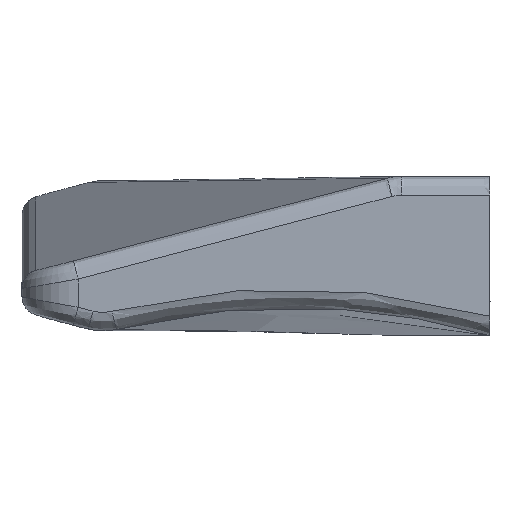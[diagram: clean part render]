
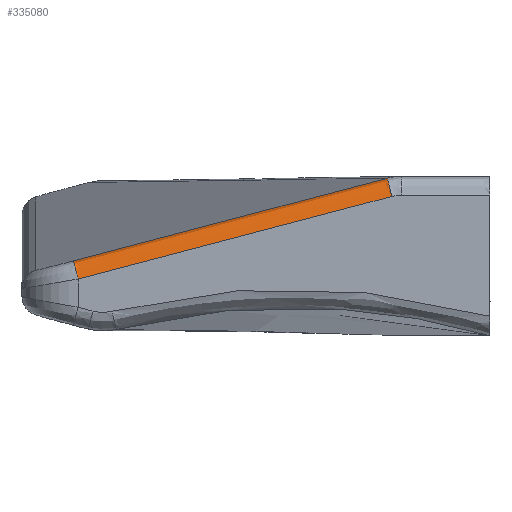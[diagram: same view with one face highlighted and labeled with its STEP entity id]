
A CAD part, left-side view. The second image highlights one B-rep face of the part: STEP entity #335080.
In plain terms, the highlighted free-form (B-spline) face has degree [3, 3] with [10, 4] control points.
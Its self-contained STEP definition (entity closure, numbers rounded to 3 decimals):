
#9780=CARTESIAN_POINT('',(0.985,22.254,
-4.262));
#9790=VERTEX_POINT('',#9780);
#11050=CARTESIAN_POINT('',(0.985,5.486,
0.151));
#11060=VERTEX_POINT('',#11050);
#11090=CARTESIAN_POINT('',(0.985,22.254,
-4.262));
#11100=CARTESIAN_POINT('',(0.985,22.209,
-4.25));
#11110=CARTESIAN_POINT('',(0.985,22.164,
-4.239));
#11120=CARTESIAN_POINT('',(0.985,19.369,
-3.503));
#11130=CARTESIAN_POINT('',(0.985,16.62,
-2.779));
#11140=CARTESIAN_POINT('',(0.985,11.121,
-1.332));
#11150=CARTESIAN_POINT('',(0.985,8.371,
-0.609));
#11160=CARTESIAN_POINT('',(0.985,5.576,
0.127));
#11170=CARTESIAN_POINT('',(0.985,5.531,
0.139));
#11180=CARTESIAN_POINT('',(0.985,5.486,
0.151));
#11190=B_SPLINE_CURVE_WITH_KNOTS('',3,(#11090,#11100,#11110,#11120,
#11130,#11140,#11150,#11160,#11170,#11180),.UNSPECIFIED.,.F.,.F.,(4,2,2,
2,4),(0.,0.14,8.67,17.199,
17.339),.UNSPECIFIED.);
#11200=EDGE_CURVE('',#9790,#11060,#11190,.T.);
#15220=CARTESIAN_POINT('',(0.,22.,-5.229))
;
#15230=VERTEX_POINT('',#15220);
#15260=CARTESIAN_POINT('',(0.,22.,-5.229));
#15270=CARTESIAN_POINT('',(0.,21.955,
-5.217));
#15280=CARTESIAN_POINT('',(0.,21.91,-5.205));
#15290=CARTESIAN_POINT('',(0.,19.115,-4.47));
#15300=CARTESIAN_POINT('',(0.,16.365,-3.746));
#15310=CARTESIAN_POINT('',(0.,10.866,-2.299));
#15320=CARTESIAN_POINT('',(0.,8.116,-1.576));
#15330=CARTESIAN_POINT('',(0.,5.322,-0.84));
#15340=CARTESIAN_POINT('',(0.,5.277,
-0.829));
#15350=CARTESIAN_POINT('',(0.,5.232,
-0.817));
#15360=B_SPLINE_CURVE_WITH_KNOTS('',3,(#15260,#15270,#15280,#15290,
#15300,#15310,#15320,#15330,#15340,#15350),.UNSPECIFIED.,.F.,.F.,(4,2,2,
2,4),(0.,0.14,8.67,17.199,
17.339),.UNSPECIFIED.);
#15370=CARTESIAN_POINT('',(0.,5.232,
-0.817));
#15380=VERTEX_POINT('',#15370);
#15390=EDGE_CURVE('',#15230,#15380,#15360,.T.);
#332600=CARTESIAN_POINT('',(0.,22.,-5.229)
);
#332610=CARTESIAN_POINT('',(0.,22.147,
-4.669));
#332620=CARTESIAN_POINT('',(0.406,22.252,
-4.271));
#332630=CARTESIAN_POINT('',(0.985,22.254,
-4.262));
#332640=(BOUNDED_CURVE() B_SPLINE_CURVE(3,(#332600,#332610,#332620,
#332630),.UNSPECIFIED.,.F.,.F.) B_SPLINE_CURVE_WITH_KNOTS((4,4),(0.,1.),
.UNSPECIFIED.) CURVE() GEOMETRIC_REPRESENTATION_ITEM() 
RATIONAL_B_SPLINE_CURVE((1.,0.808,0.808,1.)) 
REPRESENTATION_ITEM(''));
#332650=EDGE_CURVE('',#15230,#9790,#332640,.T.);
#333380=CARTESIAN_POINT('',(0.985,5.486,
0.151));
#333390=CARTESIAN_POINT('',(0.406,5.483,
0.142));
#333400=CARTESIAN_POINT('',(0.,5.379,
-0.257));
#333410=CARTESIAN_POINT('',(0.,5.232,
-0.817));
#333420=(BOUNDED_CURVE() B_SPLINE_CURVE(3,(#333380,#333390,#333400,
#333410),.UNSPECIFIED.,.F.,.F.) B_SPLINE_CURVE_WITH_KNOTS((4,4),(0.,1.),
.UNSPECIFIED.) CURVE() GEOMETRIC_REPRESENTATION_ITEM() 
RATIONAL_B_SPLINE_CURVE((1.,0.808,0.808,1.)) 
REPRESENTATION_ITEM(''));
#333430=EDGE_CURVE('',#11060,#15380,#333420,.T.);
#334610=CARTESIAN_POINT('',(0.985,22.254,
-4.262));
#334620=CARTESIAN_POINT('',(0.985,22.209,
-4.25));
#334630=CARTESIAN_POINT('',(0.985,22.164,
-4.239));
#334640=CARTESIAN_POINT('',(0.985,19.369,
-3.503));
#334650=CARTESIAN_POINT('',(0.985,16.62,
-2.779));
#334660=CARTESIAN_POINT('',(0.985,11.121,
-1.332));
#334670=CARTESIAN_POINT('',(0.985,8.371,
-0.609));
#334680=CARTESIAN_POINT('',(0.985,5.576,
0.127));
#334690=CARTESIAN_POINT('',(0.985,5.531,
0.139));
#334700=CARTESIAN_POINT('',(0.985,5.486,
0.151));
#334710=CARTESIAN_POINT('',(0.406,22.252,
-4.271));
#334720=CARTESIAN_POINT('',(0.406,22.207,
-4.259));
#334730=CARTESIAN_POINT('',(0.406,22.162,
-4.247));
#334740=CARTESIAN_POINT('',(0.406,19.367,
-3.511));
#334750=CARTESIAN_POINT('',(0.406,16.617,
-2.788));
#334760=CARTESIAN_POINT('',(0.406,11.118,
-1.341));
#334770=CARTESIAN_POINT('',(0.406,8.369,
-0.617));
#334780=CARTESIAN_POINT('',(0.406,5.574,
0.118));
#334790=CARTESIAN_POINT('',(0.406,5.529,
0.13));
#334800=CARTESIAN_POINT('',(0.406,5.483,
0.142));
#334810=CARTESIAN_POINT('',(0.,22.147,
-4.669));
#334820=CARTESIAN_POINT('',(0.,22.102,
-4.658));
#334830=CARTESIAN_POINT('',(0.,22.057,
-4.646));
#334840=CARTESIAN_POINT('',(0.,19.262,
-3.91));
#334850=CARTESIAN_POINT('',(0.,16.512,
-3.187));
#334860=CARTESIAN_POINT('',(0.,11.013,
-1.739));
#334870=CARTESIAN_POINT('',(0.,8.264,
-1.016));
#334880=CARTESIAN_POINT('',(0.,5.469,
-0.28));
#334890=CARTESIAN_POINT('',(0.,5.424,
-0.269));
#334900=CARTESIAN_POINT('',(0.,5.379,
-0.257));
#334910=CARTESIAN_POINT('',(0.,22.,-5.229));
#334920=CARTESIAN_POINT('',(0.,21.955,
-5.217));
#334930=CARTESIAN_POINT('',(0.,21.91,-5.205));
#334940=CARTESIAN_POINT('',(0.,19.115,-4.47));
#334950=CARTESIAN_POINT('',(0.,16.365,-3.746));
#334960=CARTESIAN_POINT('',(0.,10.866,-2.299));
#334970=CARTESIAN_POINT('',(0.,8.116,-1.576));
#334980=CARTESIAN_POINT('',(0.,5.322,-0.84));
#334990=CARTESIAN_POINT('',(0.,5.277,
-0.829));
#335000=CARTESIAN_POINT('',(0.,5.232,
-0.817));
#335010=(BOUNDED_SURFACE() B_SPLINE_SURFACE(3,3,((#334610,#334710,
#334810,#334910),(#334620,#334720,#334820,#334920),(#334630,#334730,
#334830,#334930),(#334640,#334740,#334840,#334940),(#334650,#334750,
#334850,#334950),(#334660,#334760,#334860,#334960),(#334670,#334770,
#334870,#334970),(#334680,#334780,#334880,#334980),(#334690,#334790,
#334890,#334990),(#334700,#334800,#334900,#335000)),.UNSPECIFIED.,.F.,
.F.,.F.) B_SPLINE_SURFACE_WITH_KNOTS((4,2,2,2,4),(4,4),(0.,
0.14,8.67,17.199,17.339),(0.
,1.),.UNSPECIFIED.) GEOMETRIC_REPRESENTATION_ITEM() 
RATIONAL_B_SPLINE_SURFACE(((1.,0.808,0.808,1.),(
1.,0.808,0.808,1.),(1.,0.808,
0.808,1.),(1.,0.808,0.808,1.),(1.,
0.808,0.808,1.),(1.,0.808,
0.808,1.),(1.,0.808,0.808,1.),(1.,
0.808,0.808,1.),(1.,0.808,
0.808,1.),(1.,0.808,0.808,1.))) 
REPRESENTATION_ITEM('') SURFACE());
#335020=ORIENTED_EDGE('',*,*,#333430,.F.);
#335030=ORIENTED_EDGE('',*,*,#15390,.T.);
#335040=ORIENTED_EDGE('',*,*,#332650,.F.);
#335050=ORIENTED_EDGE('',*,*,#11200,.F.);
#335060=EDGE_LOOP('',(#335050,#335040,#335030,#335020));
#335070=FACE_OUTER_BOUND('',#335060,.T.);
#335080=ADVANCED_FACE('',(#335070),#335010,.F.);
